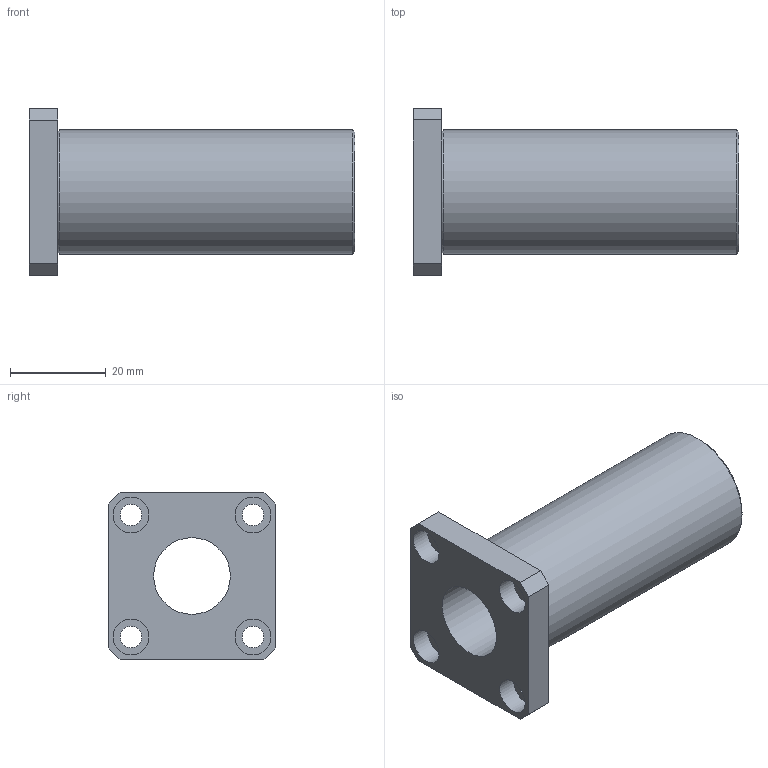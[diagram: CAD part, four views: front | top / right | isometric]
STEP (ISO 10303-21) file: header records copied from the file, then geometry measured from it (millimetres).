
FILE_DESCRIPTION (( 'STEP AP203' ), '1' );
FILE_NAME ('LMEK16LUU.STEP', '2016-05-06T08:26:19', ( '' ), ( '' ), 'SwSTEP 2.0', 'SolidWorks 2010', '' );
FILE_SCHEMA (( 'CONFIG_CONTROL_DESIGN' ));
Length unit declared in the file: millimetre
Products named in the file (1): LMEK16LUU
Bounding box: 68 x 35 x 35 mm (x, y, z)
Volume: 25644.6 mm3; surface area: 11750.2 mm2
Topology: 1 solids, 1 shells, 30 faces, 66 edges, 45 vertices
Faces by surface type: plane 17, cylinder 12, cone 1
Full cylindrical faces by diameter (mm): 4.5 x4, 7.5 x4, 16 x1, 25.4 x1, 26 x1, 26.6 x1
Entity records: 835 total; most frequent: DIRECTION 136, CARTESIAN_POINT 121, ORIENTED_EDGE 98, EDGE_LOOP 60, AXIS2_PLACEMENT_3D 56, EDGE_CURVE 49, FACE_OUTER_BOUND 42, VERTEX_POINT 41
